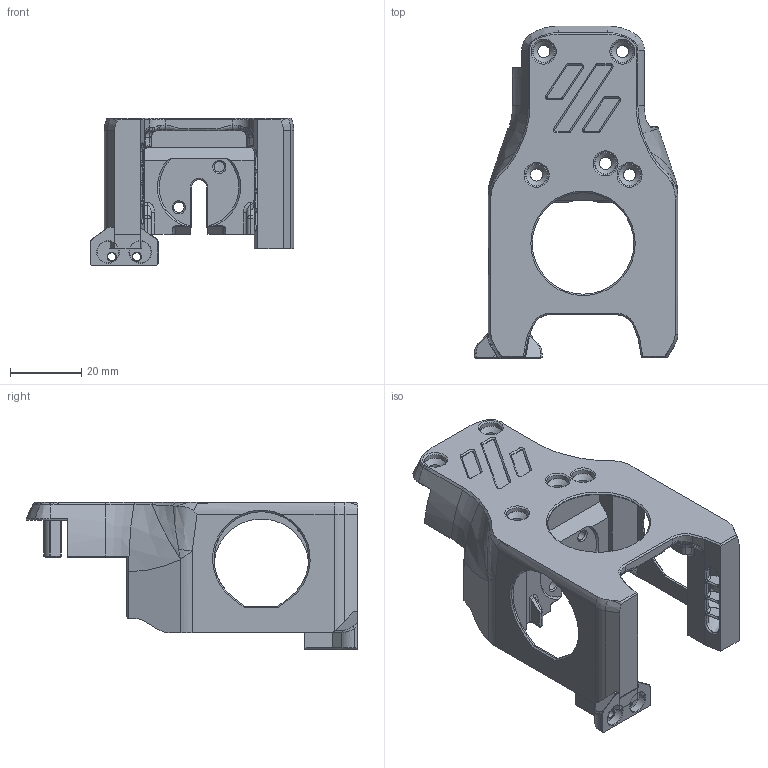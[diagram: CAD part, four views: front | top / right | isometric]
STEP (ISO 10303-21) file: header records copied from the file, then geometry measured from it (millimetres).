
FILE_DESCRIPTION(/* description */ (''),/* implementation_level */ '2;1');
FILE_NAME(/* name */ 'ZeroClick_Mount.step',/* time_stamp */ '2022-02-07T21:53:06-08:00',/* author */ (''),/* organization */ (''),/* preprocessor_version */ 'ST-DEVELOPER v18.1',/* originating_system */ 'Autodesk Translation Framework v10.13.0.1454',/* authorisation */ '');
FILE_SCHEMA (('AUTOMOTIVE_DESIGN { 1 0 10303 214 3 1 1 }'));
Products named in the file (1): Zeroclick
Bounding box: 56.95 x 92.83 x 41.24 mm (x, y, z)
Volume: 36604.1 mm3; surface area: 21472.1 mm2
Topology: 2 solids, 2 shells, 888 faces, 2305 edges, 1358 vertices
Faces by surface type: bspline 272, plane 267, cylinder 197, cone 116, torus 29, sphere 7
Full cylindrical faces by diameter (mm): 2.1 x1, 2.2 x2, 2.25 x1, 2.9 x2, 3.4 x5, 4.8 x2, 6 x1, 6.05 x2, 6.2 x5, 8.1 x1, 28.4 x1
Entity records: 48131 total; most frequent: CARTESIAN_POINT 28286, ORIENTED_EDGE 4494, DIRECTION 3712, EDGE_CURVE 2247, AXIS2_PLACEMENT_3D 1385, VERTEX_POINT 1358, LINE 942, VECTOR 942
